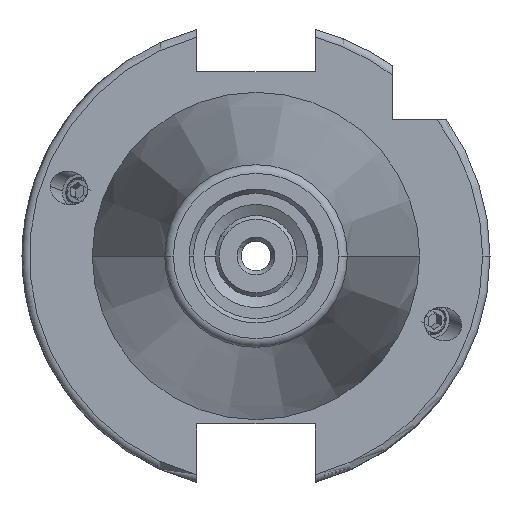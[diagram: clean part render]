
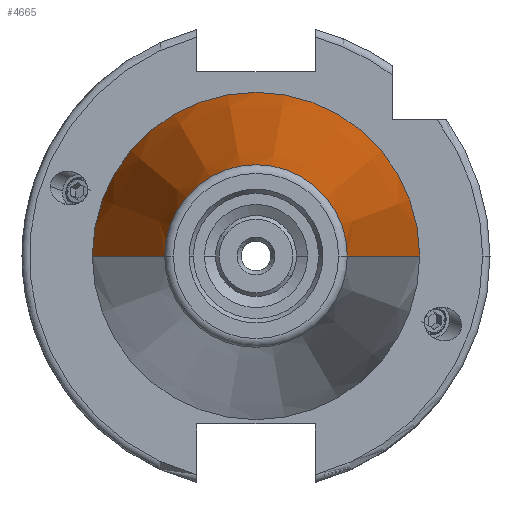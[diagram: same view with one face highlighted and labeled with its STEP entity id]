
A CAD part, left-side view. The second image highlights one B-rep face of the part: STEP entity #4665.
In plain terms, the highlighted conical face has half-angle 8.297 degrees and reference radius 22.225 mm.
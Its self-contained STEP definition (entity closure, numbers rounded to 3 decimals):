
#371 = CARTESIAN_POINT ( 'NONE',  ( 0., 22.225, 0. ) ) ;
#446 = VERTEX_POINT ( 'NONE', #4000 ) ;
#745 = DIRECTION ( 'NONE',  ( 0., -1., 0. ) ) ;
#747 = EDGE_CURVE ( 'NONE', #6560, #2407, #4376, .T. ) ;
#901 = LINE ( 'NONE', #6631, #5319 ) ;
#1003 = ORIENTED_EDGE ( 'NONE', *, *, #2124, .F. ) ;
#1410 = ORIENTED_EDGE ( 'NONE', *, *, #3893, .T. ) ;
#1463 = AXIS2_PLACEMENT_3D ( 'NONE', #6236, #1864, #6962 ) ;
#1690 = EDGE_CURVE ( 'NONE', #446, #4024, #901, .T. ) ;
#1736 = ORIENTED_EDGE ( 'NONE', *, *, #747, .T. ) ;
#1847 = CARTESIAN_POINT ( 'NONE',  ( 0., 0., 0. ) ) ;
#1864 = DIRECTION ( 'NONE',  ( -1., 0., 0. ) ) ;
#2124 = EDGE_CURVE ( 'NONE', #6560, #446, #6417, .T. ) ;
#2407 = VERTEX_POINT ( 'NONE', #4945 ) ;
#2636 = CONICAL_SURFACE ( 'NONE', #6184, 22.225, 0.145 ) ;
#3155 = AXIS2_PLACEMENT_3D ( 'NONE', #1847, #3557, #745 ) ;
#3338 = DIRECTION ( 'NONE',  ( 0.99, -0.144, 0. ) ) ;
#3557 = DIRECTION ( 'NONE',  ( -1., 0., 0. ) ) ;
#3813 = ORIENTED_EDGE ( 'NONE', *, *, #1690, .F. ) ;
#3893 = EDGE_CURVE ( 'NONE', #2407, #4024, #6326, .T. ) ;
#4000 = CARTESIAN_POINT ( 'NONE',  ( -67.373, 12.4, 0. ) ) ;
#4024 = VERTEX_POINT ( 'NONE', #371 ) ;
#4343 = DIRECTION ( 'NONE',  ( 0.99, 0.144, 0. ) ) ;
#4376 = LINE ( 'NONE', #6630, #4688 ) ;
#4536 = FACE_OUTER_BOUND ( 'NONE', #6429, .T. ) ;
#4665 = ADVANCED_FACE ( 'NONE', ( #4536 ), #2636, .T. ) ;
#4688 = VECTOR ( 'NONE', #3338, 1000. ) ;
#4945 = CARTESIAN_POINT ( 'NONE',  ( 0., -22.225, 0. ) ) ;
#5319 = VECTOR ( 'NONE', #4343, 1000. ) ;
#5644 = CARTESIAN_POINT ( 'NONE',  ( 0., 0., 0. ) ) ;
#5650 = CARTESIAN_POINT ( 'NONE',  ( -67.373, -12.4, 0. ) ) ;
#5790 = DIRECTION ( 'NONE',  ( 0., 1., 0. ) ) ;
#6184 = AXIS2_PLACEMENT_3D ( 'NONE', #5644, #6800, #5790 ) ;
#6236 = CARTESIAN_POINT ( 'NONE',  ( -67.373, 0., 0. ) ) ;
#6326 = CIRCLE ( 'NONE', #3155, 22.225 ) ;
#6417 = CIRCLE ( 'NONE', #1463, 12.4 ) ;
#6429 = EDGE_LOOP ( 'NONE', ( #1003, #1736, #1410, #3813 ) ) ;
#6560 = VERTEX_POINT ( 'NONE', #5650 ) ;
#6630 = CARTESIAN_POINT ( 'NONE',  ( 0., -22.225, 0. ) ) ;
#6631 = CARTESIAN_POINT ( 'NONE',  ( 0., 22.225, 0. ) ) ;
#6800 = DIRECTION ( 'NONE',  ( 1., 0., 0. ) ) ;
#6962 = DIRECTION ( 'NONE',  ( 0., -1., 0. ) ) ;
